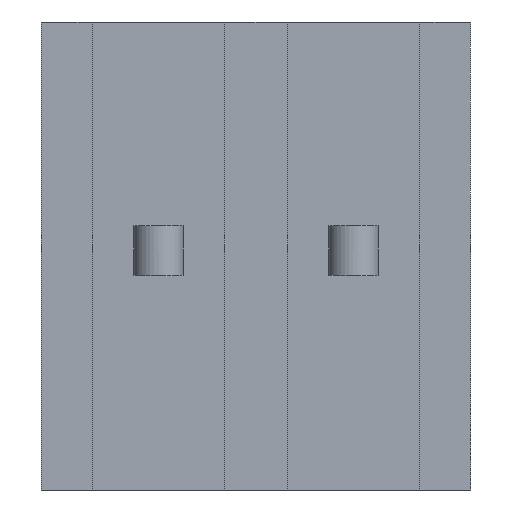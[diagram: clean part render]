
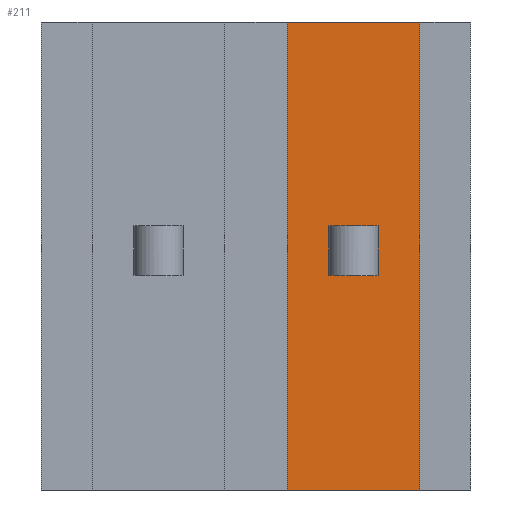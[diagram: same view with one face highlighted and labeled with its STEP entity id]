
A CAD part, front view. The second image highlights one B-rep face of the part: STEP entity #211.
In plain terms, the highlighted planar face has unit normal (0, -1, 0).
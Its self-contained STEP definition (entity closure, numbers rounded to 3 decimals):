
#30 = CARTESIAN_POINT ( 'NONE',  ( 0.4, 0.2, 3. ) ) ;
#38 = CARTESIAN_POINT ( 'NONE',  ( 0.4, 0.2, 3. ) ) ;
#74 = VERTEX_POINT ( 'NONE', #1211 ) ;
#85 = PLANE ( 'NONE',  #479 ) ;
#135 = EDGE_CURVE ( 'NONE', #74, #274, #851, .T. ) ;
#211 = ADVANCED_FACE ( 'NONE', ( #963 ), #85, .F. ) ;
#249 = VERTEX_POINT ( 'NONE', #601 ) ;
#274 = VERTEX_POINT ( 'NONE', #992 ) ;
#300 = DIRECTION ( 'NONE',  ( -1., 0., 0. ) ) ;
#314 = LINE ( 'NONE', #594, #590 ) ;
#361 = ORIENTED_EDGE ( 'NONE', *, *, #986, .F. ) ;
#377 = VECTOR ( 'NONE', #1249, 1000. ) ;
#393 = DIRECTION ( 'NONE',  ( 0., 0., 1. ) ) ;
#460 = VERTEX_POINT ( 'NONE', #30 ) ;
#472 = CARTESIAN_POINT ( 'NONE',  ( 0.4, 0.2, -3. ) ) ;
#479 = AXIS2_PLACEMENT_3D ( 'NONE', #472, #864, #1260 ) ;
#499 = ORIENTED_EDGE ( 'NONE', *, *, #680, .T. ) ;
#531 = DIRECTION ( 'NONE',  ( -1., 0., 0. ) ) ;
#554 = CARTESIAN_POINT ( 'NONE',  ( 2.1, 0.2, -3. ) ) ;
#590 = VECTOR ( 'NONE', #393, 1000. ) ;
#594 = CARTESIAN_POINT ( 'NONE',  ( 0.4, 0.2, -3. ) ) ;
#601 = CARTESIAN_POINT ( 'NONE',  ( 0.4, 0.2, -3. ) ) ;
#680 = EDGE_CURVE ( 'NONE', #274, #460, #936, .T. ) ;
#788 = LINE ( 'NONE', #1192, #1049 ) ;
#850 = ORIENTED_EDGE ( 'NONE', *, *, #942, .F. ) ;
#851 = LINE ( 'NONE', #554, #377 ) ;
#864 = DIRECTION ( 'NONE',  ( 0., 1., 0. ) ) ;
#912 = VECTOR ( 'NONE', #531, 1000. ) ;
#936 = LINE ( 'NONE', #38, #912 ) ;
#942 = EDGE_CURVE ( 'NONE', #249, #460, #314, .T. ) ;
#963 = FACE_OUTER_BOUND ( 'NONE', #1092, .T. ) ;
#986 = EDGE_CURVE ( 'NONE', #74, #249, #788, .T. ) ;
#992 = CARTESIAN_POINT ( 'NONE',  ( 2.1, 0.2, 3. ) ) ;
#1049 = VECTOR ( 'NONE', #300, 1000. ) ;
#1092 = EDGE_LOOP ( 'NONE', ( #499, #850, #361, #1144 ) ) ;
#1144 = ORIENTED_EDGE ( 'NONE', *, *, #135, .T. ) ;
#1192 = CARTESIAN_POINT ( 'NONE',  ( 0.4, 0.2, -3. ) ) ;
#1211 = CARTESIAN_POINT ( 'NONE',  ( 2.1, 0.2, -3. ) ) ;
#1249 = DIRECTION ( 'NONE',  ( 0., 0., 1. ) ) ;
#1260 = DIRECTION ( 'NONE',  ( 0., 0., 1. ) ) ;
